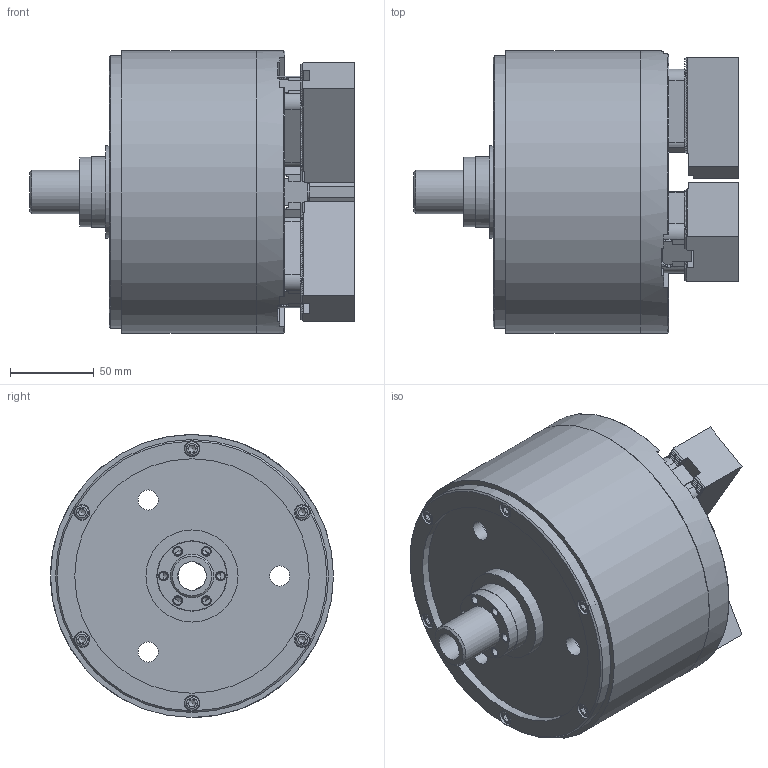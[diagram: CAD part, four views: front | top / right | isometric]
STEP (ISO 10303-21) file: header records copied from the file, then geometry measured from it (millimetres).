
FILE_DESCRIPTION(/* description */ ('Unknown'),/* implementation_level */ '2;1');
FILE_NAME(/* name */ 'DL206-Solid',/* time_stamp */ '2019-08-13T17:05:48+01:00',/* author */ ('Unknown'),/* organization */ ('Unknown'),/* preprocessor_version */ 'ST-DEVELOPER v16.7',/* originating_system */ 'DEX',/* authorisation */ $);
FILE_SCHEMA (('AUTOMOTIVE_DESIGN {1 0 10303 214 3 1 1}'));
Products named in the file (1): DL206_ASSY
Bounding box: 193.95 x 169 x 169 mm (x, y, z)
Volume: 2262031.7 mm3; surface area: 561163.3 mm2
Topology: 59 solids, 59 shells, 3669 faces, 9950 edges, 6492 vertices
Faces by surface type: plane 2580, cylinder 829, cone 221, torus 39
Full cylindrical faces by diameter (mm): 4.2 x9, 4.5 x9, 4.8 x3, 5 x39, 5.5 x6, 6 x36, 6.6 x21, 7.5 x3, 8 x12, 8.2 x6, 8.5 x6, 9.5 x6, 10 x27, 11 x21, 12 x9, 13 x3, 14 x3, 16 x6, 17 x13, 20 x2, 21.5 x2, 23 x2, 26 x2, 28 x4, 28.3 x1, 31 x1, 32 x3, 34 x2, 34.5 x1, 41.5 x1
Entity records: 112336 total; most frequent: CARTESIAN_POINT 20327, DIRECTION 18772, ORIENTED_EDGE 18584, EDGE_CURVE 9292, LINE 6802, VECTOR 6802, VERTEX_POINT 6396, AXIS2_PLACEMENT_3D 5985
